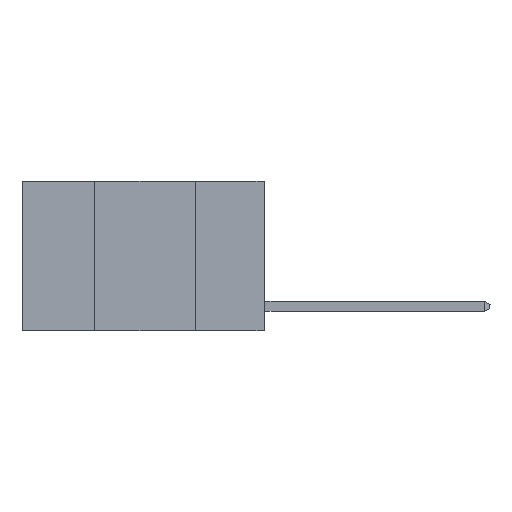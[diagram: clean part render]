
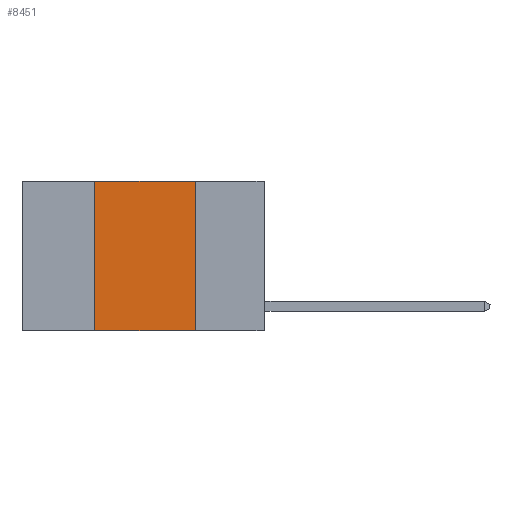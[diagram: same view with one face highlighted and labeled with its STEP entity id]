
A CAD part, left-side view. The second image highlights one B-rep face of the part: STEP entity #8451.
In plain terms, the highlighted planar face has unit normal (-1, 0, 0).
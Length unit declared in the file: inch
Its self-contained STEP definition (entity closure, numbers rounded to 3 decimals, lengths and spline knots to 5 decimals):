
#192 = VECTOR ( 'NONE', #6187, 39.37008 ) ;
#317 = LINE ( 'NONE', #1302, #4904 ) ;
#1302 = CARTESIAN_POINT ( 'NONE',  ( 0., 0.6, 0. ) ) ;
#1774 = FACE_OUTER_BOUND ( 'NONE', #4677, .T. ) ;
#1860 = VECTOR ( 'NONE', #5524, 39.37008 ) ;
#2017 = DIRECTION ( 'NONE',  ( 0., 0., -1. ) ) ;
#2089 = EDGE_CURVE ( 'NONE', #3819, #6434, #8781, .T. ) ;
#2142 = LINE ( 'NONE', #3782, #1860 ) ;
#3094 = CARTESIAN_POINT ( 'NONE',  ( 0., 0.17, 0. ) ) ;
#3294 = CARTESIAN_POINT ( 'NONE',  ( 0., 0.17, 0. ) ) ;
#3782 = CARTESIAN_POINT ( 'NONE',  ( 0., 0.42, 0. ) ) ;
#3819 = VERTEX_POINT ( 'NONE', #3294 ) ;
#4025 = DIRECTION ( 'NONE',  ( 0., -1., 0. ) ) ;
#4677 = EDGE_LOOP ( 'NONE', ( #11067, #6000, #7917, #10466 ) ) ;
#4904 = VECTOR ( 'NONE', #4025, 39.37008 ) ;
#5524 = DIRECTION ( 'NONE',  ( 0., 0., 1. ) ) ;
#5596 = EDGE_CURVE ( 'NONE', #9249, #11471, #2142, .T. ) ;
#5798 = CARTESIAN_POINT ( 'NONE',  ( 0., 0.17, -0.37 ) ) ;
#5817 = AXIS2_PLACEMENT_3D ( 'NONE', #10835, #7298, #2017 ) ;
#6000 = ORIENTED_EDGE ( 'NONE', *, *, #10538, .F. ) ;
#6187 = DIRECTION ( 'NONE',  ( 0., -1., 0. ) ) ;
#6357 = PLANE ( 'NONE',  #5817 ) ;
#6434 = VERTEX_POINT ( 'NONE', #5798 ) ;
#6647 = CARTESIAN_POINT ( 'NONE',  ( 0., 0.42, -0.37 ) ) ;
#7298 = DIRECTION ( 'NONE',  ( 1., 0., 0. ) ) ;
#7497 = CARTESIAN_POINT ( 'NONE',  ( 0., 0.42, 0. ) ) ;
#7917 = ORIENTED_EDGE ( 'NONE', *, *, #5596, .F. ) ;
#8451 = ADVANCED_FACE ( 'NONE', ( #1774 ), #6357, .F. ) ;
#8781 = LINE ( 'NONE', #3094, #10520 ) ;
#8897 = EDGE_CURVE ( 'NONE', #9249, #6434, #9839, .T. ) ;
#9249 = VERTEX_POINT ( 'NONE', #6647 ) ;
#9839 = LINE ( 'NONE', #10656, #192 ) ;
#10466 = ORIENTED_EDGE ( 'NONE', *, *, #8897, .T. ) ;
#10520 = VECTOR ( 'NONE', #11164, 39.37008 ) ;
#10538 = EDGE_CURVE ( 'NONE', #11471, #3819, #317, .T. ) ;
#10656 = CARTESIAN_POINT ( 'NONE',  ( 0., 0.6, -0.37 ) ) ;
#10835 = CARTESIAN_POINT ( 'NONE',  ( 0., 0.6, 0. ) ) ;
#11067 = ORIENTED_EDGE ( 'NONE', *, *, #2089, .F. ) ;
#11164 = DIRECTION ( 'NONE',  ( 0., 0., -1. ) ) ;
#11471 = VERTEX_POINT ( 'NONE', #7497 ) ;
